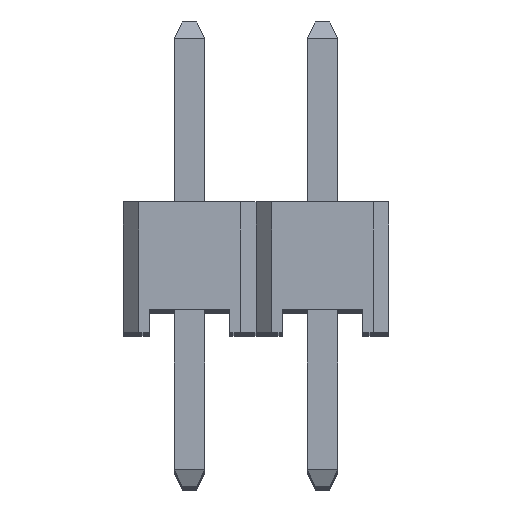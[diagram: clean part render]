
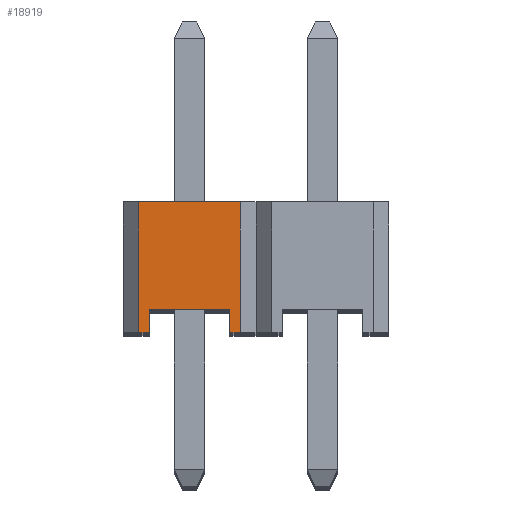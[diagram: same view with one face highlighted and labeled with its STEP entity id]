
A CAD part, top view. The second image highlights one B-rep face of the part: STEP entity #18919.
In plain terms, the highlighted planar face has unit normal (0, 0, 1).
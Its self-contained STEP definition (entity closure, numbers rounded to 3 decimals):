
#64 = DIRECTION ( 'NONE',  ( 0., -1., 0. ) ) ;
#1014 = ORIENTED_EDGE ( 'NONE', *, *, #18966, .F. ) ;
#3014 = VECTOR ( 'NONE', #42197, 1000. ) ;
#3085 = EDGE_CURVE ( 'NONE', #5384, #43559, #16799, .T. ) ;
#3288 = PLANE ( 'NONE',  #24390 ) ;
#4468 = VERTEX_POINT ( 'NONE', #25855 ) ;
#4719 = LINE ( 'NONE', #41825, #18362 ) ;
#5384 = VERTEX_POINT ( 'NONE', #21769 ) ;
#5418 = CARTESIAN_POINT ( 'NONE',  ( 0.3, 2.5, 38.1 ) ) ;
#6000 = VECTOR ( 'NONE', #43113, 1000. ) ;
#6233 = CARTESIAN_POINT ( 'NONE',  ( 2.04, 0., 38.1 ) ) ;
#6841 = FACE_OUTER_BOUND ( 'NONE', #15374, .T. ) ;
#8303 = ORIENTED_EDGE ( 'NONE', *, *, #3085, .F. ) ;
#9618 = VERTEX_POINT ( 'NONE', #6233 ) ;
#9747 = DIRECTION ( 'NONE',  ( 0., 0., -1. ) ) ;
#10158 = EDGE_CURVE ( 'NONE', #19737, #9618, #17077, .T. ) ;
#10177 = VECTOR ( 'NONE', #13674, 1000. ) ;
#11067 = VECTOR ( 'NONE', #35789, 1000. ) ;
#11995 = VERTEX_POINT ( 'NONE', #31080 ) ;
#12470 = LINE ( 'NONE', #39263, #40200 ) ;
#13247 = EDGE_CURVE ( 'NONE', #19737, #20470, #12470, .T. ) ;
#13674 = DIRECTION ( 'NONE',  ( 0., -1., 0. ) ) ;
#14238 = EDGE_CURVE ( 'NONE', #11995, #5384, #18624, .T. ) ;
#14687 = LINE ( 'NONE', #38583, #3014 ) ;
#15121 = ORIENTED_EDGE ( 'NONE', *, *, #32753, .T. ) ;
#15374 = EDGE_LOOP ( 'NONE', ( #22450, #24668, #30007, #8303, #42469, #15121, #20790, #1014 ) ) ;
#15584 = CARTESIAN_POINT ( 'NONE',  ( 0.3, 0., 38.1 ) ) ;
#15776 = CARTESIAN_POINT ( 'NONE',  ( 2.04, 0.44, 38.1 ) ) ;
#16799 = LINE ( 'NONE', #30615, #10177 ) ;
#17077 = LINE ( 'NONE', #30683, #36499 ) ;
#17689 = DIRECTION ( 'NONE',  ( 1., 0., 0. ) ) ;
#18362 = VECTOR ( 'NONE', #17689, 1000. ) ;
#18624 = LINE ( 'NONE', #5418, #11067 ) ;
#18919 = ADVANCED_FACE ( 'NONE', ( #6841 ), #3288, .F. ) ;
#18966 = EDGE_CURVE ( 'NONE', #20470, #4468, #14687, .T. ) ;
#19737 = VERTEX_POINT ( 'NONE', #15776 ) ;
#20470 = VERTEX_POINT ( 'NONE', #23865 ) ;
#20790 = ORIENTED_EDGE ( 'NONE', *, *, #34154, .T. ) ;
#21769 = CARTESIAN_POINT ( 'NONE',  ( 2.24, 2.5, 38.1 ) ) ;
#22046 = DIRECTION ( 'NONE',  ( 1., 0., 0. ) ) ;
#22450 = ORIENTED_EDGE ( 'NONE', *, *, #13247, .F. ) ;
#23865 = CARTESIAN_POINT ( 'NONE',  ( 0.5, 0.44, 38.1 ) ) ;
#24390 = AXIS2_PLACEMENT_3D ( 'NONE', #37252, #9747, #40848 ) ;
#24668 = ORIENTED_EDGE ( 'NONE', *, *, #10158, .T. ) ;
#25855 = CARTESIAN_POINT ( 'NONE',  ( 0.5, 0., 38.1 ) ) ;
#26036 = DIRECTION ( 'NONE',  ( -1., 0., 0. ) ) ;
#27232 = VERTEX_POINT ( 'NONE', #15584 ) ;
#30007 = ORIENTED_EDGE ( 'NONE', *, *, #30641, .T. ) ;
#30615 = CARTESIAN_POINT ( 'NONE',  ( 2.24, 2.5, 38.1 ) ) ;
#30641 = EDGE_CURVE ( 'NONE', #9618, #43559, #34807, .T. ) ;
#30683 = CARTESIAN_POINT ( 'NONE',  ( 2.04, 0.44, 38.1 ) ) ;
#31080 = CARTESIAN_POINT ( 'NONE',  ( 0.3, 2.5, 38.1 ) ) ;
#32527 = LINE ( 'NONE', #42864, #6000 ) ;
#32753 = EDGE_CURVE ( 'NONE', #11995, #27232, #32527, .T. ) ;
#34154 = EDGE_CURVE ( 'NONE', #27232, #4468, #4719, .T. ) ;
#34807 = LINE ( 'NONE', #38601, #35808 ) ;
#35789 = DIRECTION ( 'NONE',  ( 1., 0., 0. ) ) ;
#35808 = VECTOR ( 'NONE', #22046, 1000. ) ;
#36499 = VECTOR ( 'NONE', #64, 1000. ) ;
#37252 = CARTESIAN_POINT ( 'NONE',  ( 0.3, 2.5, 38.1 ) ) ;
#38583 = CARTESIAN_POINT ( 'NONE',  ( 0.5, 0.44, 38.1 ) ) ;
#38601 = CARTESIAN_POINT ( 'NONE',  ( 0.3, 0., 38.1 ) ) ;
#39263 = CARTESIAN_POINT ( 'NONE',  ( 0.5, 0.44, 38.1 ) ) ;
#39862 = CARTESIAN_POINT ( 'NONE',  ( 2.24, 0., 38.1 ) ) ;
#40200 = VECTOR ( 'NONE', #26036, 1000. ) ;
#40848 = DIRECTION ( 'NONE',  ( -1., 0., 0. ) ) ;
#41825 = CARTESIAN_POINT ( 'NONE',  ( 0.3, 0., 38.1 ) ) ;
#42197 = DIRECTION ( 'NONE',  ( 0., -1., 0. ) ) ;
#42469 = ORIENTED_EDGE ( 'NONE', *, *, #14238, .F. ) ;
#42864 = CARTESIAN_POINT ( 'NONE',  ( 0.3, 2.5, 38.1 ) ) ;
#43113 = DIRECTION ( 'NONE',  ( 0., -1., 0. ) ) ;
#43559 = VERTEX_POINT ( 'NONE', #39862 ) ;
